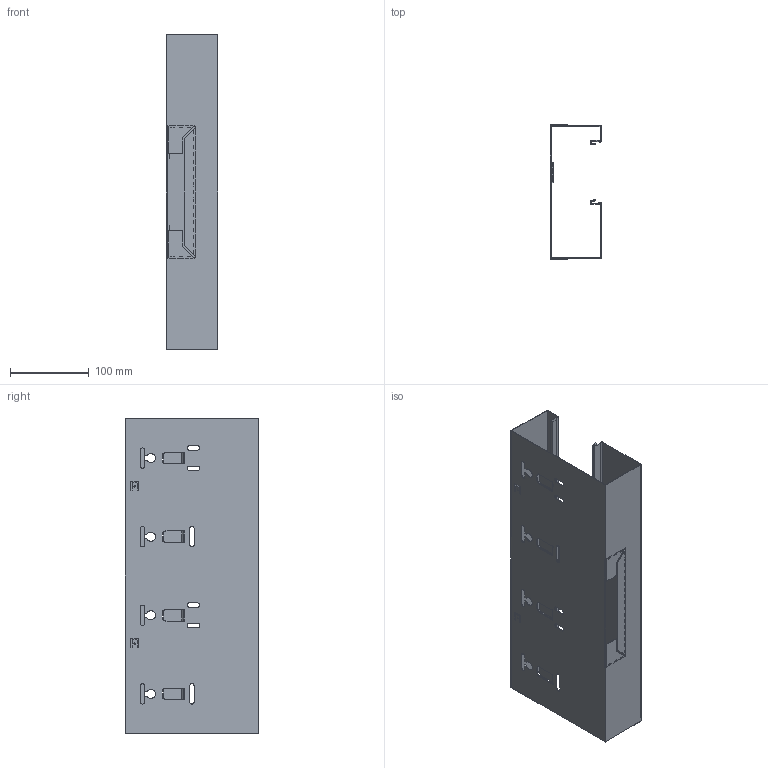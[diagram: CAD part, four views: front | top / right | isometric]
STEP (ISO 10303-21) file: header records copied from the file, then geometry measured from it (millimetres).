
FILE_DESCRIPTION((''),'2;1');
FILE_NAME('97200910P01','2023-05-04T12:46:11',('sivasanker.y'),(''),'CREO PARAMETRIC BY PTC INC, 2021284','CREO PARAMETRIC BY PTC INC, 2021284','');
FILE_SCHEMA(('CONFIG_CONTROL_DESIGN'));
Length unit declared in the file: millimetre
Products named in the file (1): 97200910P01
Bounding box: 65 x 170.25 x 400 mm (x, y, z)
Volume: 134735.5 mm3; surface area: 340044.1 mm2
Topology: 1 solids, 1 shells, 428 faces, 1232 edges, 804 vertices
Faces by surface type: plane 316, cylinder 94, bspline 18
Entity records: 15058 total; most frequent: CARTESIAN_POINT 3626, ORIENTED_EDGE 2464, DIRECTION 2192, EDGE_CURVE 1232, VECTOR 980, LINE 980, VERTEX_POINT 804, AXIS2_PLACEMENT_3D 606
